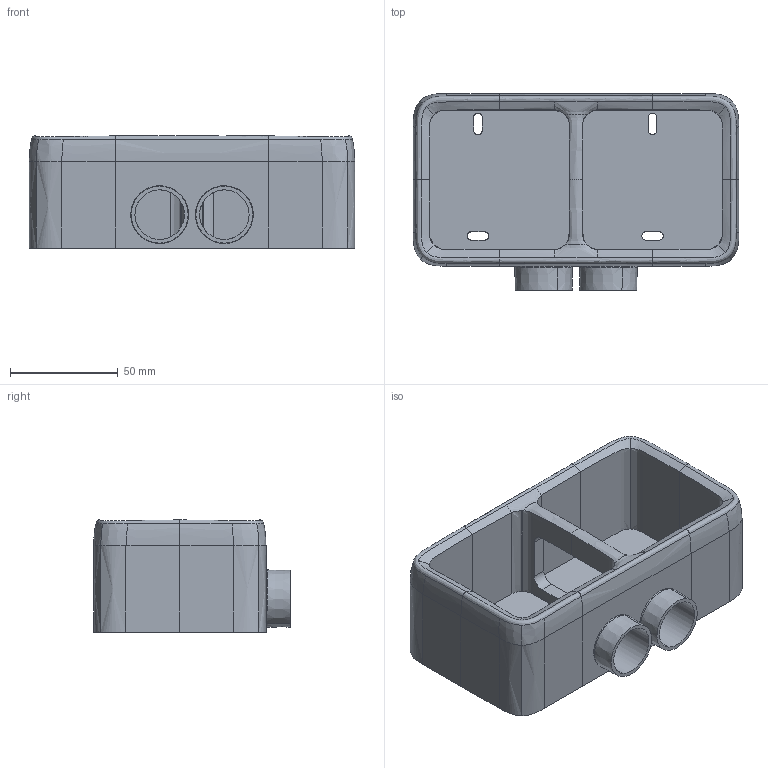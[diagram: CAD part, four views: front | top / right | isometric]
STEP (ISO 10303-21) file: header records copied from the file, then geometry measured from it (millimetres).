
FILE_DESCRIPTION(('CATIA V5 STEP Exchange','CAx-IF Rec.Pracs.--- Model Styling and Organization---1.4--- 2014-01-23'),'2;1');
FILE_NAME('069674.stp','2020-11-02T09:39:53+00:00',('none'),('none'),'CATIA Version 5-6 Release 2017 SP5','CATIA V5 STEP AP214','none');
FILE_SCHEMA(('AUTOMOTIVE_DESIGN { 1 0 10303 214 1 1 1 1 }'));
Length unit declared in the file: millimetre
Products named in the file (1): Part7
Bounding box: 151 x 91.3 x 52.01 mm (x, y, z)
Surface area: 70266.4 mm2 (no closed solid volume)
Topology: 0 solids, 1 shells, 131 faces, 339 edges, 208 vertices
Faces by surface type: bspline 48, extrusion 36, plane 27, cone 12, cylinder 8
Entity records: 26352 total; most frequent: CARTESIAN_POINT 23714, ORIENTED_EDGE 678, EDGE_CURVE 339, DIRECTION 251, B_SPLINE_CURVE_WITH_KNOTS 230, VERTEX_POINT 208, VECTOR 157, EDGE_LOOP 143
